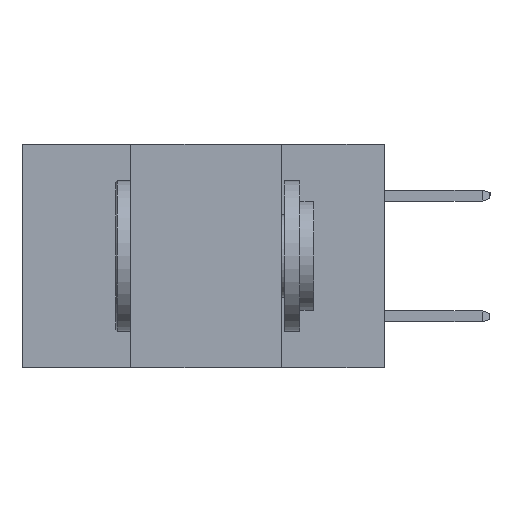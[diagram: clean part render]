
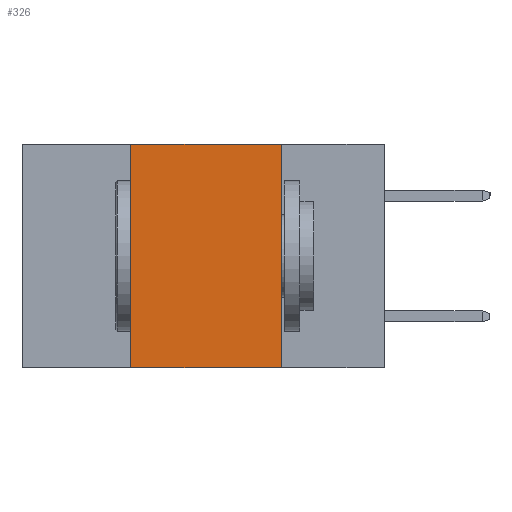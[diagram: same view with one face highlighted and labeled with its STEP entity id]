
A CAD part, left-side view. The second image highlights one B-rep face of the part: STEP entity #326.
In plain terms, the highlighted planar face has unit normal (-1, 0, 0).
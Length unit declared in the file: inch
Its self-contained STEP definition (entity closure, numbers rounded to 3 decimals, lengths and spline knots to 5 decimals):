
#83 = EDGE_CURVE ( 'NONE', #23240, #3678, #11544, .T. ) ;
#326 = ADVANCED_FACE ( 'NONE', ( #1731 ), #13087, .F. ) ;
#898 = EDGE_CURVE ( 'NONE', #3956, #3558, #1820, .T. ) ;
#1131 = EDGE_LOOP ( 'NONE', ( #15808, #9722, #19305, #7173 ) ) ;
#1731 = FACE_OUTER_BOUND ( 'NONE', #1131, .T. ) ;
#1820 = LINE ( 'NONE', #5324, #3760 ) ;
#3489 = CARTESIAN_POINT ( 'NONE',  ( 0., 0.42, -0.37 ) ) ;
#3558 = VERTEX_POINT ( 'NONE', #5322 ) ;
#3678 = VERTEX_POINT ( 'NONE', #14974 ) ;
#3760 = VECTOR ( 'NONE', #9197, 39.37008 ) ;
#3956 = VERTEX_POINT ( 'NONE', #5185 ) ;
#4699 = EDGE_CURVE ( 'NONE', #3678, #3558, #9138, .T. ) ;
#5185 = CARTESIAN_POINT ( 'NONE',  ( 0., 0.42, -0.37 ) ) ;
#5322 = CARTESIAN_POINT ( 'NONE',  ( 0., 0.17, -0.37 ) ) ;
#5324 = CARTESIAN_POINT ( 'NONE',  ( 0., 0.6, -0.37 ) ) ;
#5391 = VECTOR ( 'NONE', #22009, 39.37008 ) ;
#7173 = ORIENTED_EDGE ( 'NONE', *, *, #898, .T. ) ;
#7276 = VECTOR ( 'NONE', #17082, 39.37008 ) ;
#7523 = DIRECTION ( 'NONE',  ( 1., 0., 0. ) ) ;
#7638 = CARTESIAN_POINT ( 'NONE',  ( 0., 0.6, 0. ) ) ;
#9138 = LINE ( 'NONE', #14680, #5391 ) ;
#9143 = EDGE_CURVE ( 'NONE', #3956, #23240, #14488, .T. ) ;
#9197 = DIRECTION ( 'NONE',  ( 0., -1., 0. ) ) ;
#9722 = ORIENTED_EDGE ( 'NONE', *, *, #83, .F. ) ;
#11148 = DIRECTION ( 'NONE',  ( 0., 0., -1. ) ) ;
#11544 = LINE ( 'NONE', #18888, #7276 ) ;
#13087 = PLANE ( 'NONE',  #15683 ) ;
#14488 = LINE ( 'NONE', #3489, #16312 ) ;
#14680 = CARTESIAN_POINT ( 'NONE',  ( 0., 0.17, -0.37 ) ) ;
#14974 = CARTESIAN_POINT ( 'NONE',  ( 0., 0.17, 0. ) ) ;
#15683 = AXIS2_PLACEMENT_3D ( 'NONE', #7638, #7523, #11148 ) ;
#15808 = ORIENTED_EDGE ( 'NONE', *, *, #4699, .F. ) ;
#16287 = DIRECTION ( 'NONE',  ( 0., 0., 1. ) ) ;
#16312 = VECTOR ( 'NONE', #16287, 39.37008 ) ;
#17082 = DIRECTION ( 'NONE',  ( 0., -1., 0. ) ) ;
#18888 = CARTESIAN_POINT ( 'NONE',  ( 0., 0.6, 0. ) ) ;
#19305 = ORIENTED_EDGE ( 'NONE', *, *, #9143, .F. ) ;
#19876 = CARTESIAN_POINT ( 'NONE',  ( 0., 0.42, 0. ) ) ;
#22009 = DIRECTION ( 'NONE',  ( 0., 0., -1. ) ) ;
#23240 = VERTEX_POINT ( 'NONE', #19876 ) ;
